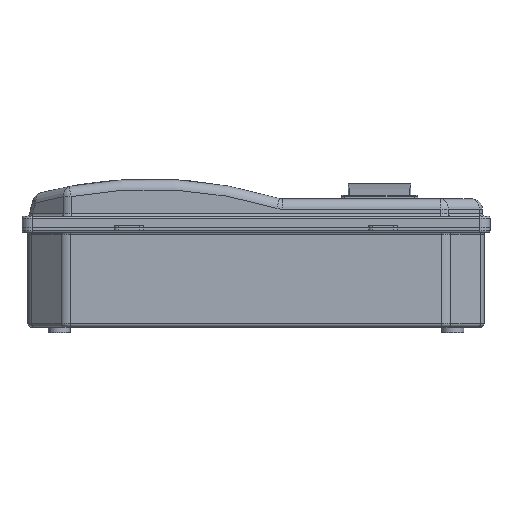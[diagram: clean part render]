
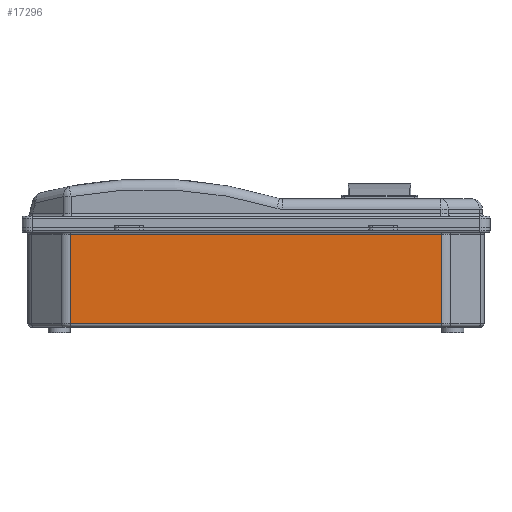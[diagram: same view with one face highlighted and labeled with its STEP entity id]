
A CAD part, left-side view. The second image highlights one B-rep face of the part: STEP entity #17296.
In plain terms, the highlighted planar face has unit normal (-1, 0, 0).
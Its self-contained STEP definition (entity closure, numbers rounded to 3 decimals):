
#337 = LINE ( 'NONE', #16744, #14578 ) ;
#565 = DIRECTION ( 'NONE',  ( 0., 0., -1. ) ) ;
#792 = EDGE_CURVE ( 'NONE', #15682, #11874, #10364, .T. ) ;
#1082 = VECTOR ( 'NONE', #1856, 1000. ) ;
#1156 = ORIENTED_EDGE ( 'NONE', *, *, #792, .T. ) ;
#1524 = LINE ( 'NONE', #13220, #1082 ) ;
#1648 = EDGE_CURVE ( 'NONE', #3663, #15682, #337, .T. ) ;
#1758 = FACE_OUTER_BOUND ( 'NONE', #2723, .T. ) ;
#1856 = DIRECTION ( 'NONE',  ( 0., 1., 0. ) ) ;
#1896 = ORIENTED_EDGE ( 'NONE', *, *, #10728, .T. ) ;
#2615 = LINE ( 'NONE', #10379, #9751 ) ;
#2723 = EDGE_LOOP ( 'NONE', ( #1156, #14686, #1896, #11375 ) ) ;
#3252 = DIRECTION ( 'NONE',  ( 0., -1., 0. ) ) ;
#3368 = PLANE ( 'NONE',  #7974 ) ;
#3663 = VERTEX_POINT ( 'NONE', #7826 ) ;
#6092 = DIRECTION ( 'NONE',  ( 0., 0., 1. ) ) ;
#7826 = CARTESIAN_POINT ( 'NONE',  ( -95.5, 144.858, 7.5 ) ) ;
#7974 = AXIS2_PLACEMENT_3D ( 'NONE', #14749, #9118, #565 ) ;
#8732 = CARTESIAN_POINT ( 'NONE',  ( -95.5, -144.858, 7.5 ) ) ;
#9113 = CARTESIAN_POINT ( 'NONE',  ( -95.5, -144.858, 77. ) ) ;
#9118 = DIRECTION ( 'NONE',  ( 1., 0., 0. ) ) ;
#9751 = VECTOR ( 'NONE', #11807, 1000. ) ;
#10232 = EDGE_CURVE ( 'NONE', #11874, #16463, #1524, .T. ) ;
#10364 = LINE ( 'NONE', #11877, #13667 ) ;
#10379 = CARTESIAN_POINT ( 'NONE',  ( -95.5, 144.858, 78.5 ) ) ;
#10728 = EDGE_CURVE ( 'NONE', #16463, #3663, #2615, .T. ) ;
#11375 = ORIENTED_EDGE ( 'NONE', *, *, #1648, .T. ) ;
#11807 = DIRECTION ( 'NONE',  ( 0., 0., -1. ) ) ;
#11874 = VERTEX_POINT ( 'NONE', #9113 ) ;
#11877 = CARTESIAN_POINT ( 'NONE',  ( -95.5, -144.858, 78.5 ) ) ;
#13220 = CARTESIAN_POINT ( 'NONE',  ( -95.5, 0., 77. ) ) ;
#13667 = VECTOR ( 'NONE', #6092, 1000. ) ;
#14578 = VECTOR ( 'NONE', #3252, 1000. ) ;
#14686 = ORIENTED_EDGE ( 'NONE', *, *, #10232, .T. ) ;
#14749 = CARTESIAN_POINT ( 'NONE',  ( -95.5, 0., 78.5 ) ) ;
#15682 = VERTEX_POINT ( 'NONE', #8732 ) ;
#16463 = VERTEX_POINT ( 'NONE', #17232 ) ;
#16744 = CARTESIAN_POINT ( 'NONE',  ( -95.5, 0., 7.5 ) ) ;
#17232 = CARTESIAN_POINT ( 'NONE',  ( -95.5, 144.858, 77. ) ) ;
#17296 = ADVANCED_FACE ( 'NONE', ( #1758 ), #3368, .F. ) ;
